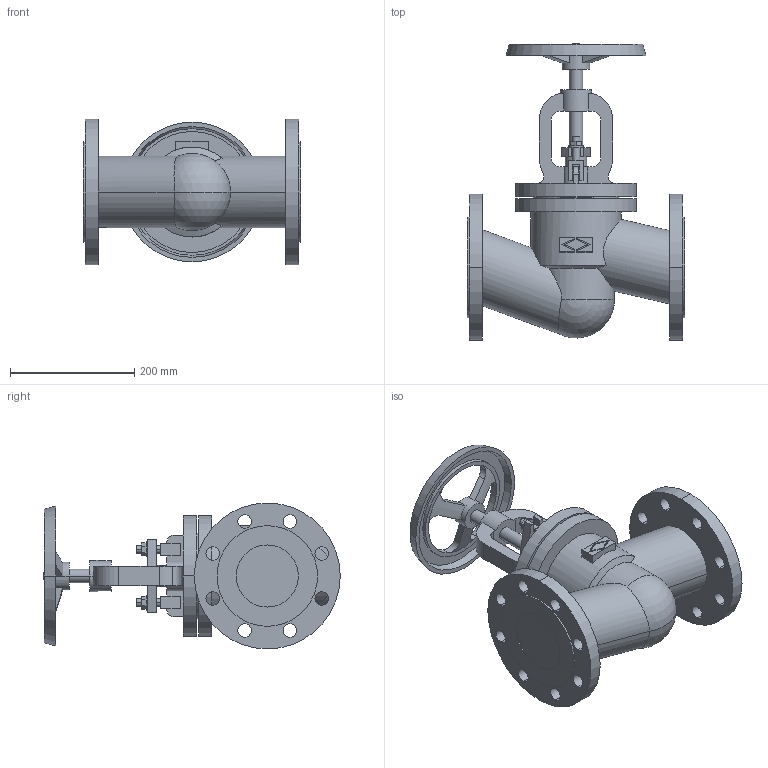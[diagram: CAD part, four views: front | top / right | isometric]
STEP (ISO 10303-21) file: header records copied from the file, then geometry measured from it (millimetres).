
FILE_DESCRIPTION(('OneSpaceDesigner STEP Export'),'2;1');
FILE_NAME('c000002060.stp','2005-12-02T11:11:51',(''),(''),'OneSpace Designer STEP processor for AP203 (Solid Model)','OneSpace Designer 13.20A 18-Aug-2005 (C) CoCreate Software GmbH','');
FILE_SCHEMA(('CONFIG_CONTROL_DESIGN'));
Length unit declared in the file: millimetre
Products named in the file (1): 1
Bounding box: 350 x 477.54 x 235 mm (x, y, z)
Volume: 8512566.7 mm3; surface area: 597661.1 mm2
Topology: 1 solids, 1 shells, 255 faces, 662 edges, 433 vertices
Faces by surface type: plane 120, cylinder 117, cone 16, sphere 2
Entity records: 7778 total; most frequent: CARTESIAN_POINT 1794, ORIENTED_EDGE 1320, DIRECTION 1089, EDGE_CURVE 660, VERTEX_POINT 433, AXIS2_PLACEMENT_3D 365, VECTOR 359, LINE 359
